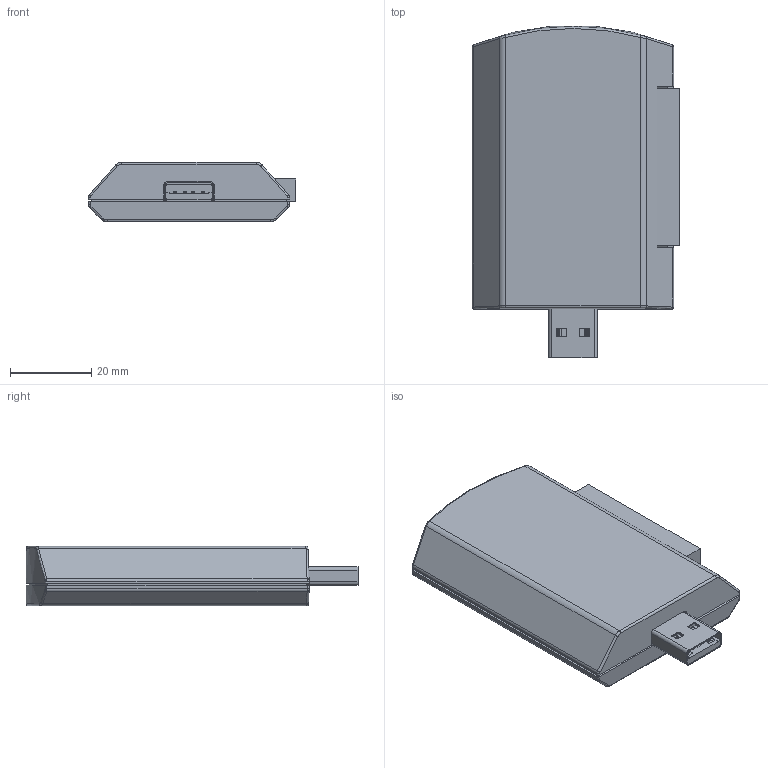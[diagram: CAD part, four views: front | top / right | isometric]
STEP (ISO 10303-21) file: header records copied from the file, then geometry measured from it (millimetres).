
FILE_DESCRIPTION((''),'2;1');
FILE_NAME('IJOEY_PCBA_ASM','2012-12-03T',('Antonio'),(''),'PRO/ENGINEER BY PARAMETRIC TECHNOLOGY CORPORATION, 2010140','PRO/ENGINEER BY PARAMETRIC TECHNOLOGY CORPORATION, 2010140','');
FILE_SCHEMA(('CONFIG_CONTROL_DESIGN'));
Products named in the file (7): IJOEY_PCB; USB-AM-S-X-X-TH; SSW-130-02-X-T-RA-076; IJOEY_TOP; IJOEY_BOTT; M2_5MM_SCREW-BF; IJOEY_PCBA_ASM
Assembly tree (9 placements, depth 2):
  IJOEY_PCBA_ASM
    IJOEY_PCB
    USB-AM-S-X-X-TH
    SSW-130-02-X-T-RA-076
    IJOEY_TOP
    IJOEY_BOTT
    M2_5MM_SCREW-BF  x4
Bounding box: 51.12 x 81.75 x 14.67 mm (x, y, z)
Volume: 19028 mm3; surface area: 27136.1 mm2
Topology: 9 solids, 9 shells, 1488 faces, 3802 edges, 2412 vertices
Faces by surface type: plane 1170, cylinder 214, cone 48, bspline 28, torus 22, sphere 4, extrusion 2
Entity records: 42602 total; most frequent: CARTESIAN_POINT 8428, ORIENTED_EDGE 7182, DIRECTION 6731, EDGE_CURVE 3591, VECTOR 3019, LINE 3017, VERTEX_POINT 2292, AXIS2_PLACEMENT_3D 1856
